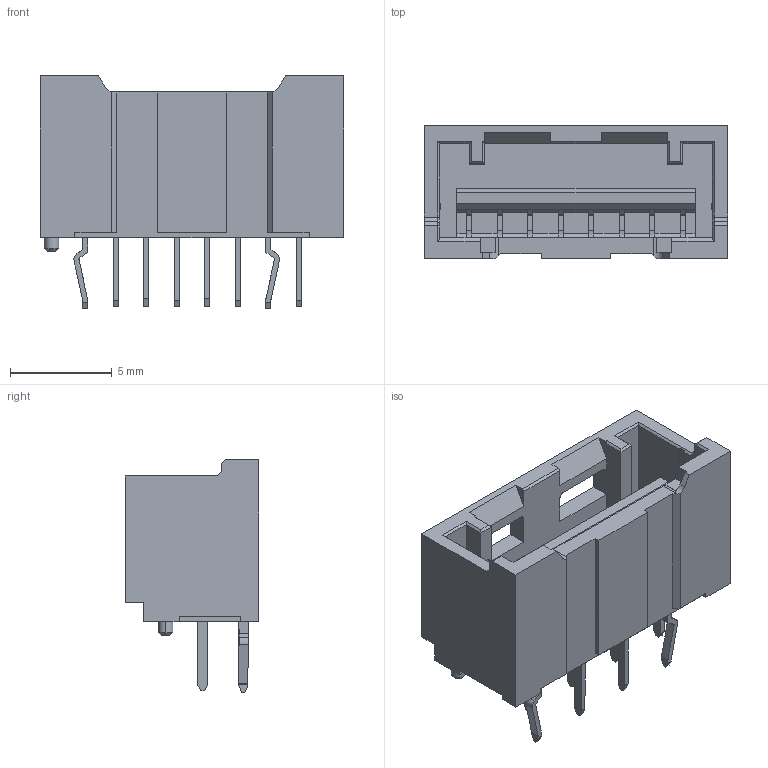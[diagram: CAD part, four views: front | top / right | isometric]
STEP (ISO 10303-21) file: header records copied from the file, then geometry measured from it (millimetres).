
FILE_DESCRIPTION(('FreeCAD Model'),'2;1');
FILE_NAME('SOLID.step','2018-06-15T11:37:40',( 'kicad StepUp'),('ksu MCAD'),'Open CASCADE STEP processor 6.8', 'FreeCAD','Unknown');
FILE_SCHEMA(('AUTOMOTIVE_DESIGN_CC2 { 1 2 10303 214 -1 1 5 4 }'));
Length unit declared in the file: millimetre
Products named in the file (1): SOLID
Bounding box: 14.9 x 6.55 x 11.42 mm (x, y, z)
Volume: 404.9 mm3; surface area: 858.1 mm2
Topology: 1 solids, 1 shells, 334 faces, 929 edges, 612 vertices
Faces by surface type: plane 290, cylinder 42, cone 2
Entity records: 10556 total; most frequent: CARTESIAN_POINT 1882, ORIENTED_EDGE 1858, DIRECTION 1685, EDGE_CURVE 929, LINE 839, VECTOR 839, VERTEX_POINT 612, AXIS2_PLACEMENT_3D 423
